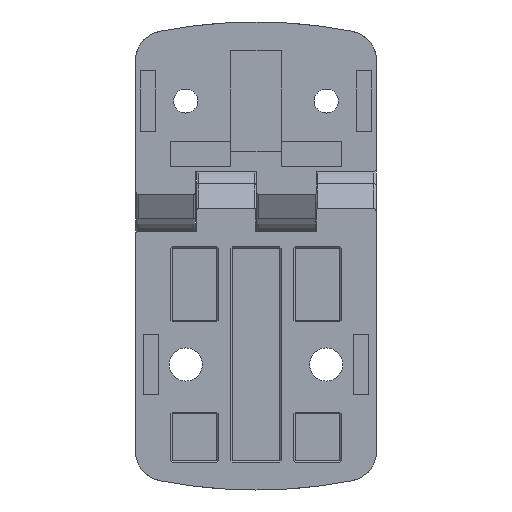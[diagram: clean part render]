
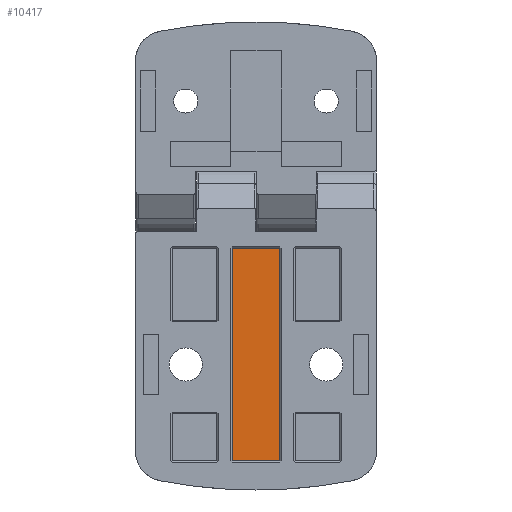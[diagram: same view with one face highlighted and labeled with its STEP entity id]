
A CAD part, front view. The second image highlights one B-rep face of the part: STEP entity #10417.
In plain terms, the highlighted planar face has unit normal (0, -1, 0).
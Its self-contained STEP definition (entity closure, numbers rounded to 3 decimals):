
#61 = FACE_OUTER_BOUND ( 'NONE', #5338, .T. ) ;
#450 = VERTEX_POINT ( 'NONE', #9589 ) ;
#598 = VECTOR ( 'NONE', #9468, 1000. ) ;
#837 = EDGE_CURVE ( 'NONE', #9706, #7013, #2441, .T. ) ;
#976 = ORIENTED_EDGE ( 'NONE', *, *, #8781, .T. ) ;
#1977 = VECTOR ( 'NONE', #4724, 1000. ) ;
#2367 = CARTESIAN_POINT ( 'NONE',  ( -4.7, 3., -9.3 ) ) ;
#2441 = LINE ( 'NONE', #3171, #8871 ) ;
#2906 = EDGE_CURVE ( 'NONE', #10042, #9706, #10639, .T. ) ;
#3171 = CARTESIAN_POINT ( 'NONE',  ( 5., 3., -51.7 ) ) ;
#3413 = CARTESIAN_POINT ( 'NONE',  ( 5., 3., -9.3 ) ) ;
#4411 = LINE ( 'NONE', #3413, #9152 ) ;
#4572 = DIRECTION ( 'NONE',  ( 0., -1., 0. ) ) ;
#4724 = DIRECTION ( 'NONE',  ( 0., 0., -1. ) ) ;
#4832 = ORIENTED_EDGE ( 'NONE', *, *, #837, .T. ) ;
#5033 = LINE ( 'NONE', #5268, #598 ) ;
#5268 = CARTESIAN_POINT ( 'NONE',  ( 4.7, 3., -9. ) ) ;
#5338 = EDGE_LOOP ( 'NONE', ( #10319, #4832, #7890, #976 ) ) ;
#5381 = CARTESIAN_POINT ( 'NONE',  ( 5., 3., -9. ) ) ;
#5702 = AXIS2_PLACEMENT_3D ( 'NONE', #5381, #4572, #10458 ) ;
#5706 = DIRECTION ( 'NONE',  ( 1., 0., 0. ) ) ;
#7013 = VERTEX_POINT ( 'NONE', #7804 ) ;
#7804 = CARTESIAN_POINT ( 'NONE',  ( 4.7, 3., -51.7 ) ) ;
#7890 = ORIENTED_EDGE ( 'NONE', *, *, #10317, .T. ) ;
#8781 = EDGE_CURVE ( 'NONE', #450, #10042, #4411, .T. ) ;
#8871 = VECTOR ( 'NONE', #5706, 1000. ) ;
#9152 = VECTOR ( 'NONE', #9305, 1000. ) ;
#9305 = DIRECTION ( 'NONE',  ( -1., 0., 0. ) ) ;
#9468 = DIRECTION ( 'NONE',  ( 0., 0., 1. ) ) ;
#9589 = CARTESIAN_POINT ( 'NONE',  ( 4.7, 3., -9.3 ) ) ;
#9609 = PLANE ( 'NONE',  #5702 ) ;
#9706 = VERTEX_POINT ( 'NONE', #10438 ) ;
#10042 = VERTEX_POINT ( 'NONE', #2367 ) ;
#10317 = EDGE_CURVE ( 'NONE', #7013, #450, #5033, .T. ) ;
#10319 = ORIENTED_EDGE ( 'NONE', *, *, #2906, .T. ) ;
#10417 = ADVANCED_FACE ( 'NONE', ( #61 ), #9609, .T. ) ;
#10438 = CARTESIAN_POINT ( 'NONE',  ( -4.7, 3., -51.7 ) ) ;
#10458 = DIRECTION ( 'NONE',  ( 0., 0., -1. ) ) ;
#10610 = CARTESIAN_POINT ( 'NONE',  ( -4.7, 3., -9. ) ) ;
#10639 = LINE ( 'NONE', #10610, #1977 ) ;
